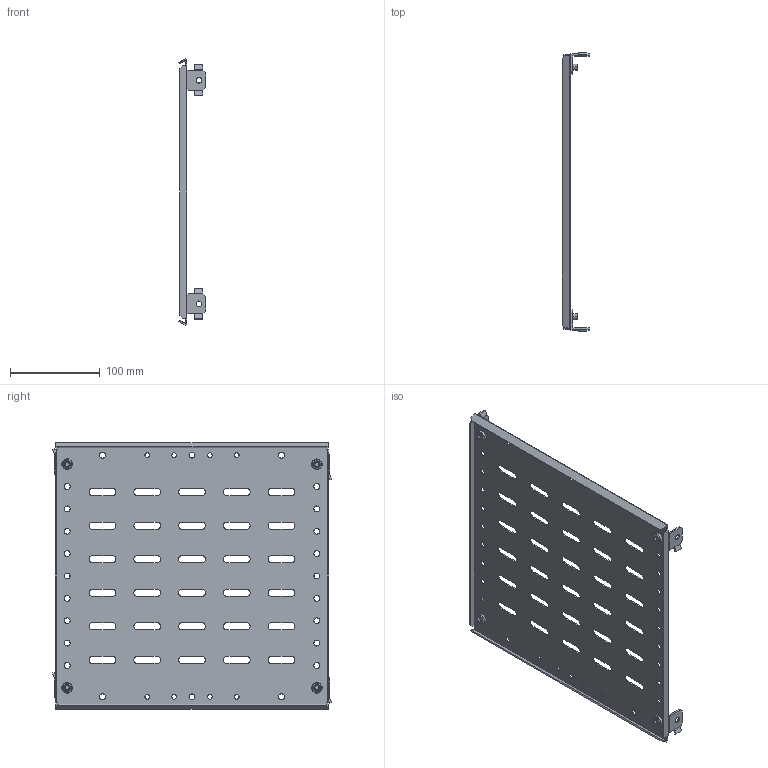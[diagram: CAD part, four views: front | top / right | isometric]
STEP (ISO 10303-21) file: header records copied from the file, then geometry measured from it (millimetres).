
FILE_DESCRIPTION (( 'STEP AP203' ), '1' );
FILE_NAME ('FO-00-SWF-030-040 FORMAT Ïåðåãîðîäêà ñåêöèîíèðîâàíèÿ çàäíÿÿ 300õ400 IEK.STEP', '2024-07-04T09:22:25', ( '' ), ( '' ), 'SwSTEP 2.0', 'SolidWorks 2022', '' );
FILE_SCHEMA (( 'CONFIG_CONTROL_DESIGN' ));
Length unit declared in the file: millimetre
Products named in the file (1): FO-00-SWF-030-040 FORMAT Перегородка секционирования задняя 300х400 IEK
Bounding box: 30.52 x 311.5 x 297.66 mm (x, y, z)
Volume: 147660 mm3; surface area: 200693.7 mm2
Topology: 9 solids, 9 shells, 506 faces, 1408 edges, 928 vertices
Faces by surface type: cylinder 254, plane 220, cone 16, torus 16
Entity records: 16729 total; most frequent: DIRECTION 2978, CARTESIAN_POINT 2843, ORIENTED_EDGE 2816, EDGE_CURVE 1408, AXIS2_PLACEMENT_3D 1063, VERTEX_POINT 928, LINE 852, VECTOR 852
